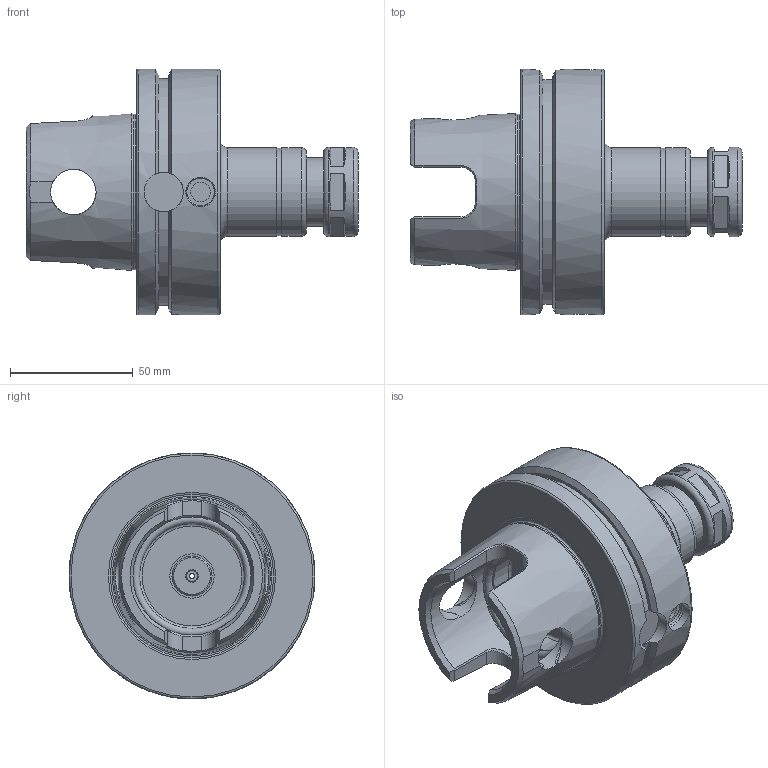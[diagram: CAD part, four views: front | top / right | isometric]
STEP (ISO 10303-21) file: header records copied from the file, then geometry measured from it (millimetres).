
FILE_DESCRIPTION((''),'2;1');
FILE_NAME('126010316090-3D.stp','2020-07-23T18:25:18',('nttooll'),(''),'Autodesk Inventor 2012','Autodesk Inventor 2012','');
FILE_SCHEMA(('AUTOMOTIVE_DESIGN { 1 0 10303 214 1 1 1 1 }'));
Length unit declared in the file: millimetre
Products named in the file (1): 126010316090-3D
Bounding box: 135 x 100 x 100 mm (x, y, z)
Volume: 336183.5 mm3; surface area: 55980.9 mm2
Topology: 2 solids, 2 shells, 169 faces, 372 edges, 233 vertices
Faces by surface type: plane 69, cylinder 47, cone 22, bspline 20, torus 11
Full cylindrical faces by diameter (mm): 2 x1, 4.5 x1, 5 x1, 8 x2, 11.2 x2, 12 x2, 12.8 x1, 13.319 x1, 15.8 x1, 16 x2, 16.3 x1, 17 x2, 17.5 x1, 18 x1, 18.4 x1, 18.5 x2, 20 x1, 22.1 x1, 24.5 x1, 28 x2, 35.6 x1, 36 x2, 36.3 x1, 43 x1, 48 x1, 50.3 x1, 63.3 x1, 100 x2
Entity records: 4978 total; most frequent: CARTESIAN_POINT 1774, DIRECTION 598, ORIENTED_EDGE 582, EDGE_CURVE 291, AXIS2_PLACEMENT_3D 275, EDGE_LOOP 270, VERTEX_POINT 217, FACE_OUTER_BOUND 169
